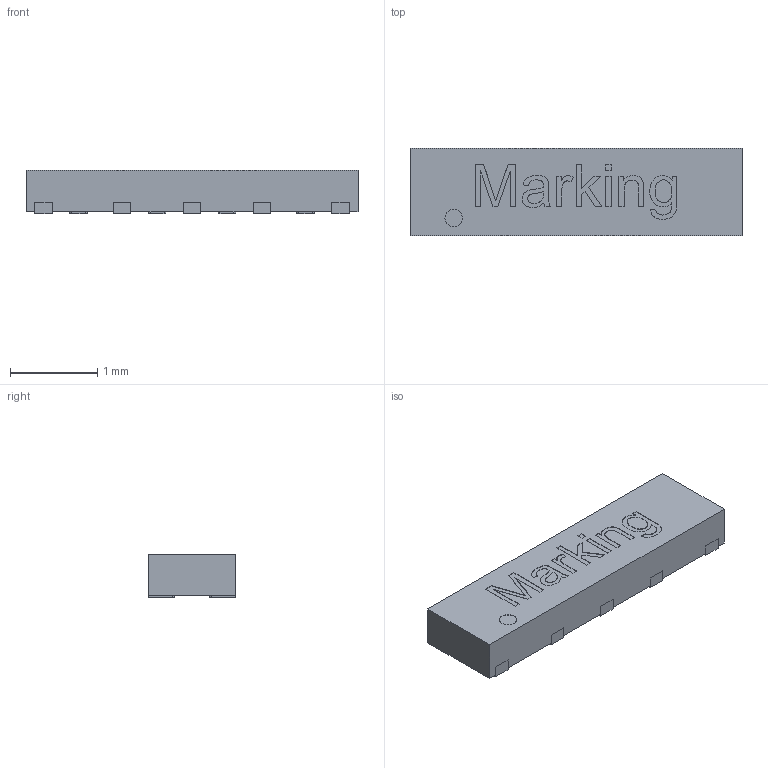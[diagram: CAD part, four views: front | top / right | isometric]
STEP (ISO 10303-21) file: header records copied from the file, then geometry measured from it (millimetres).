
FILE_DESCRIPTION( ( 'Unknown' ), '1' );
FILE_NAME( 'DFN3810-9L_82401488x.stp', 'Unknown', ( 'Unknown' ), ( 'Unknown' ), 'PSStep 19.0.9', 'Unknown', ' ' );
FILE_SCHEMA( ( 'AUTOMOTIVE_DESIGN { 1 0 10303 214 1 1 1 1 }' ) );
Length unit declared in the file: millimetre
Products named in the file (11): Assem1; pins; housing
Assembly tree (10 placements, depth 2):
  Assem1
    pins
    pins
    pins
    pins
    pins
    pins
    pins
    pins
    pins
    housing
Bounding box: 3.8 x 1 x 0.5 mm (x, y, z)
Volume: 1.8 mm3; surface area: 15.1 mm2
Topology: 10 solids, 10 shells, 206 faces, 525 edges, 350 vertices
Faces by surface type: plane 153, cylinder 37, extrusion 16
Full cylindrical faces by diameter (mm): 0.2 x1
Entity records: 8636 total; most frequent: CARTESIAN_POINT 1991, ORIENTED_EDGE 1046, DIRECTION 891, EDGE_CURVE 523, VERTEX_POINT 350, VECTOR 341, LINE 325, AXIS2_PLACEMENT_3D 275
